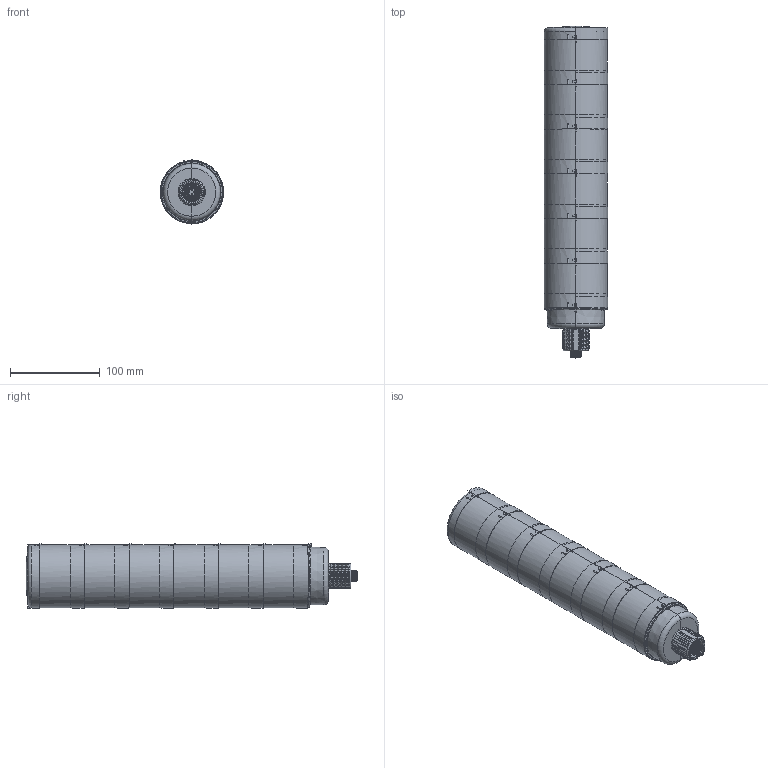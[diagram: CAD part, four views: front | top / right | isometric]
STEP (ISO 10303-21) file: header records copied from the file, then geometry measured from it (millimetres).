
FILE_DESCRIPTION((''),'2;1');
FILE_NAME('209699_ASM','2019-05-09T10:07:46',('pdmadmin'),('BANNER ENGINEERING'),'CREO PARAMETRIC BY PTC INC, 2018300','CREO PARAMETRIC BY PTC INC, 2018300','');
FILE_SCHEMA(('CONFIG_CONTROL_DESIGN'));
Length unit declared in the file: millimetre
Products named in the file (7): 180077; 180482; 08427; 183492; 183493; 180091; 209699_ASM
Assembly tree (16 placements, depth 2):
  209699_ASM
    180077
    180482
    08427
    183492  x6
    183493  x6
    180091
Bounding box: 70.5 x 369 x 71.25 mm (x, y, z)
Volume: 339841.7 mm3; surface area: 247883.6 mm2
Topology: 16 solids, 23 shells, 4263 faces, 10182 edges, 5985 vertices
Faces by surface type: bspline 1397, cylinder 1114, plane 712, torus 460, cone 344, sphere 236
Entity records: 80065 total; most frequent: CARTESIAN_POINT 52574, ORIENTED_EDGE 6228, DIRECTION 5019, EDGE_CURVE 3118, AXIS2_PLACEMENT_3D 2115, VERTEX_POINT 1860, EDGE_LOOP 1376, FACE_OUTER_BOUND 1308
